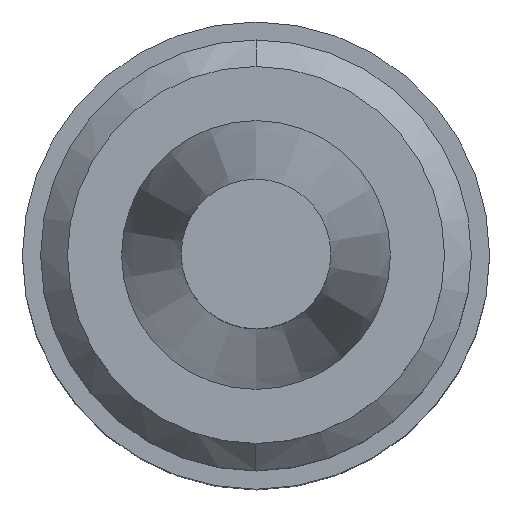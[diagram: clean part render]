
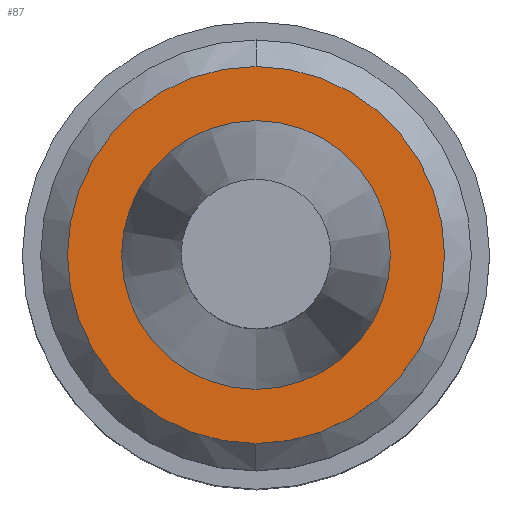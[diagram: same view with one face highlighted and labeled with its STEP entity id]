
A CAD part, top view. The second image highlights one B-rep face of the part: STEP entity #87.
In plain terms, the highlighted planar face has unit normal (0, 0, 1).
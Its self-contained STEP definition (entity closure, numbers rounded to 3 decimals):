
#87=ADVANCED_FACE('',(#110,#111),#105,.F.);
#105=PLANE('',#340);
#110=FACE_BOUND('',#126,.T.);
#111=FACE_BOUND('',#127,.T.);
#126=EDGE_LOOP('',(#152));
#127=EDGE_LOOP('',(#153,#154));
#152=ORIENTED_EDGE('',*,*,#252,.F.);
#153=ORIENTED_EDGE('',*,*,#253,.T.);
#154=ORIENTED_EDGE('',*,*,#254,.T.);
#224=VERTEX_POINT('',#488);
#225=VERTEX_POINT('',#490);
#226=VERTEX_POINT('',#491);
#252=EDGE_CURVE('',#224,#224,#288,.T.);
#253=EDGE_CURVE('',#225,#226,#289,.T.);
#254=EDGE_CURVE('',#226,#225,#290,.T.);
#288=CIRCLE('',#337,31.5);
#289=CIRCLE('',#338,22.458);
#290=CIRCLE('',#339,22.458);
#337=AXIS2_PLACEMENT_3D('',#487,#387,#388);
#338=AXIS2_PLACEMENT_3D('',#489,#389,#390);
#339=AXIS2_PLACEMENT_3D('',#492,#391,#392);
#340=AXIS2_PLACEMENT_3D('',#493,#393,#394);
#387=DIRECTION('',(0.,0.,-1.));
#388=DIRECTION('',(-1.,0.,0.));
#389=DIRECTION('',(0.,0.,-1.));
#390=DIRECTION('',(-1.,0.,0.));
#391=DIRECTION('',(0.,0.,-1.));
#392=DIRECTION('',(-1.,0.,0.));
#393=DIRECTION('',(0.,0.,-1.));
#394=DIRECTION('',(0.,1.,0.));
#487=CARTESIAN_POINT('',(0.,0.,-1.6));
#488=CARTESIAN_POINT('',(-31.5,0.,-1.6));
#489=CARTESIAN_POINT('',(0.,0.,-1.6));
#490=CARTESIAN_POINT('',(0.,22.458,-1.6));
#491=CARTESIAN_POINT('',(0.,-22.458,-1.6));
#492=CARTESIAN_POINT('',(0.,0.,-1.6));
#493=CARTESIAN_POINT('',(0.,0.,-1.6));
